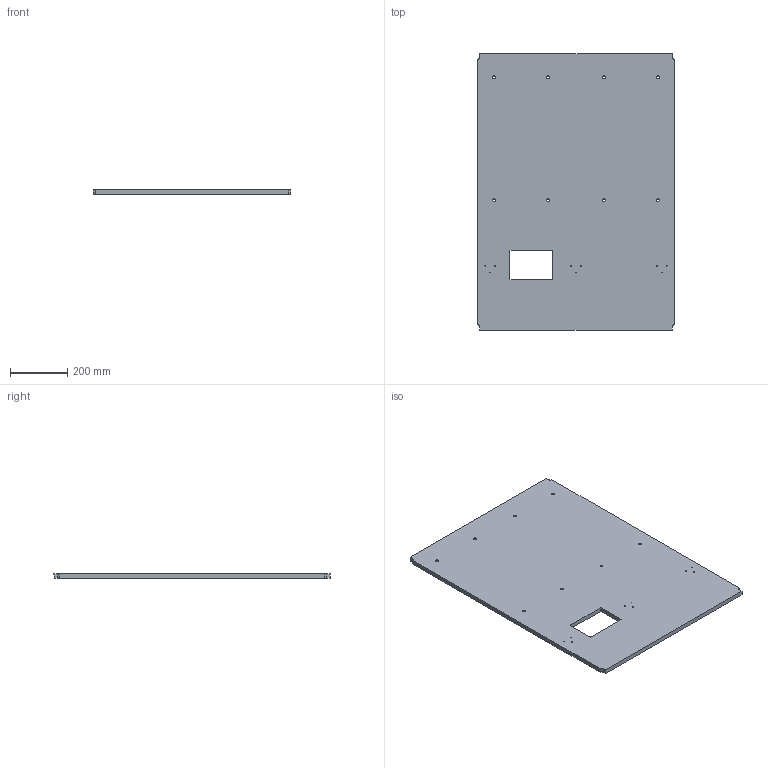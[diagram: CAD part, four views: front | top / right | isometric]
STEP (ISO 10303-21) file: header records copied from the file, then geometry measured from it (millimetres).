
FILE_DESCRIPTION (( 'STEP AP214' ), '1' );
FILE_NAME ('Back.STEP', '2020-02-13T23:16:26', ( '' ), ( '' ), 'SwSTEP 2.0', 'SolidWorks 2019', '' );
FILE_SCHEMA (( 'AUTOMOTIVE_DESIGN' ));
Length unit declared in the file: inch
Products named in the file (1): Back
Bounding box: 688.98 x 965.2 x 15.88 mm (x, y, z)
Volume: 10277315.2 mm3; surface area: 1359866.2 mm2
Topology: 1 solids, 1 shells, 69 faces, 174 edges, 116 vertices
Faces by surface type: cylinder 42, plane 27
Entity records: 2201 total; most frequent: DIRECTION 398, CARTESIAN_POINT 360, ORIENTED_EDGE 348, EDGE_CURVE 174, AXIS2_PLACEMENT_3D 154, VERTEX_POINT 116, EDGE_LOOP 96, VECTOR 90
